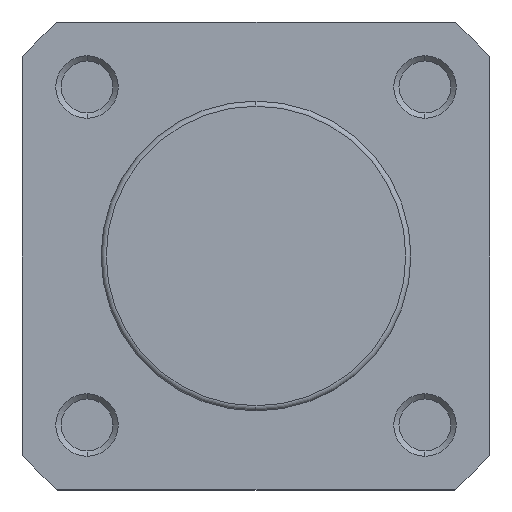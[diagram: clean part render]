
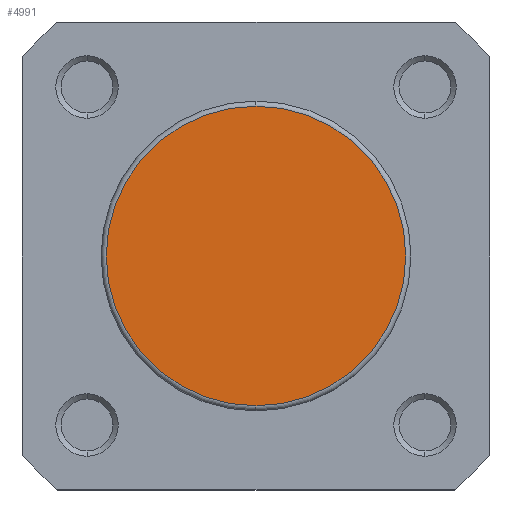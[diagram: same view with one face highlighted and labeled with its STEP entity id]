
A CAD part, left-side view. The second image highlights one B-rep face of the part: STEP entity #4991.
In plain terms, the highlighted planar face has unit normal (-1, 0, 0).
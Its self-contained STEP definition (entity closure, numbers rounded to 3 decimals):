
#14 = VERTEX_POINT ( 'NONE', #3237 ) ;
#20 = VERTEX_POINT ( 'NONE', #3236 ) ;
#736 = FACE_OUTER_BOUND ( 'NONE', #4142, .T. ) ;
#1331 = CIRCLE ( 'NONE', #4677, 14.4 ) ;
#1417 = CIRCLE ( 'NONE', #4700, 14.4 ) ;
#1740 = CARTESIAN_POINT ( 'NONE',  ( 0., -14.9, 0. ) ) ;
#1741 = PLANE ( 'NONE',  #4555 ) ;
#1742 = DIRECTION ( 'NONE',  ( -1., 0., 0. ) ) ;
#1743 = DIRECTION ( 'NONE',  ( 0., 0., 1. ) ) ;
#2606 = CARTESIAN_POINT ( 'NONE',  ( 0., 0., 0. ) ) ;
#2607 = DIRECTION ( 'NONE',  ( -1., 0., 0. ) ) ;
#2608 = DIRECTION ( 'NONE',  ( 0., 0., 1. ) ) ;
#2735 = CARTESIAN_POINT ( 'NONE',  ( 0., 0., 0. ) ) ;
#2742 = DIRECTION ( 'NONE',  ( -1., 0., 0. ) ) ;
#2743 = DIRECTION ( 'NONE',  ( 0., 0., 1. ) ) ;
#3236 = CARTESIAN_POINT ( 'NONE',  ( 0., 0., -14.4 ) ) ;
#3237 = CARTESIAN_POINT ( 'NONE',  ( 0., 0., 14.4 ) ) ;
#3935 = ORIENTED_EDGE ( 'NONE', *, *, #6025, .T. ) ;
#3936 = ORIENTED_EDGE ( 'NONE', *, *, #6081, .T. ) ;
#4142 = EDGE_LOOP ( 'NONE', ( #3935, #3936 ) ) ;
#4555 = AXIS2_PLACEMENT_3D ( 'NONE', #1740, #1742, #1743 ) ;
#4677 = AXIS2_PLACEMENT_3D ( 'NONE', #2606, #2607, #2608 ) ;
#4700 = AXIS2_PLACEMENT_3D ( 'NONE', #2735, #2742, #2743 ) ;
#4991 = ADVANCED_FACE ( 'NONE', ( #736 ), #1741, .T. ) ;
#6025 = EDGE_CURVE ( 'NONE', #14, #20, #1331, .T. ) ;
#6081 = EDGE_CURVE ( 'NONE', #20, #14, #1417, .T. ) ;
